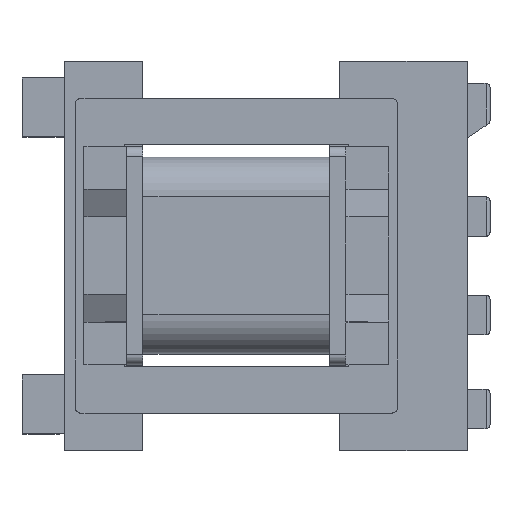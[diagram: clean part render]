
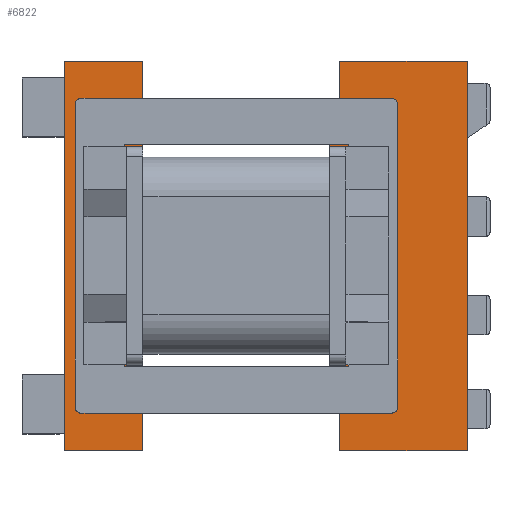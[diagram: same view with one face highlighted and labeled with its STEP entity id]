
A CAD part, top view. The second image highlights one B-rep face of the part: STEP entity #6822.
In plain terms, the highlighted planar face has unit normal (0, 0, 1).
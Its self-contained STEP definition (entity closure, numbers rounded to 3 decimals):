
#172=CIRCLE('',#7085,0.2);
#181=CIRCLE('',#7103,0.2);
#1089=ORIENTED_EDGE('',*,*,#2096,.T.);
#1090=ORIENTED_EDGE('',*,*,#2031,.T.);
#1091=ORIENTED_EDGE('',*,*,#2214,.T.);
#1092=ORIENTED_EDGE('',*,*,#2215,.F.);
#1093=ORIENTED_EDGE('',*,*,#2202,.F.);
#1094=ORIENTED_EDGE('',*,*,#1806,.T.);
#1095=ORIENTED_EDGE('',*,*,#1834,.T.);
#1096=ORIENTED_EDGE('',*,*,#2205,.F.);
#1097=ORIENTED_EDGE('',*,*,#2216,.F.);
#1098=ORIENTED_EDGE('',*,*,#2176,.F.);
#1099=ORIENTED_EDGE('',*,*,#2217,.T.);
#1100=ORIENTED_EDGE('',*,*,#2178,.T.);
#1101=ORIENTED_EDGE('',*,*,#2218,.F.);
#1102=ORIENTED_EDGE('',*,*,#2219,.F.);
#1103=ORIENTED_EDGE('',*,*,#1985,.T.);
#1104=ORIENTED_EDGE('',*,*,#1984,.F.);
#1105=ORIENTED_EDGE('',*,*,#1979,.F.);
#1106=ORIENTED_EDGE('',*,*,#2040,.F.);
#1107=ORIENTED_EDGE('',*,*,#2220,.T.);
#1108=ORIENTED_EDGE('',*,*,#2001,.T.);
#1109=ORIENTED_EDGE('',*,*,#2099,.F.);
#1110=ORIENTED_EDGE('',*,*,#2102,.F.);
#1111=ORIENTED_EDGE('',*,*,#1975,.T.);
#1112=ORIENTED_EDGE('',*,*,#2221,.F.);
#1113=ORIENTED_EDGE('',*,*,#2026,.F.);
#1114=ORIENTED_EDGE('',*,*,#2098,.T.);
#1806=EDGE_CURVE('',#2501,#2500,#3005,.T.);
#1834=EDGE_CURVE('',#2500,#2522,#3024,.T.);
#1975=EDGE_CURVE('',#2632,#2631,#3120,.T.);
#1979=EDGE_CURVE('',#2635,#2636,#3124,.T.);
#1984=EDGE_CURVE('',#2636,#2637,#3129,.T.);
#1985=EDGE_CURVE('',#2638,#2637,#3130,.T.);
#2001=EDGE_CURVE('',#2653,#2652,#172,.T.);
#2026=EDGE_CURVE('',#2672,#2673,#3156,.T.);
#2031=EDGE_CURVE('',#2678,#2677,#181,.T.);
#2040=EDGE_CURVE('',#2685,#2635,#3168,.T.);
#2096=EDGE_CURVE('',#2714,#2678,#3221,.T.);
#2098=EDGE_CURVE('',#2672,#2714,#3223,.T.);
#2099=EDGE_CURVE('',#2715,#2652,#3224,.T.);
#2102=EDGE_CURVE('',#2632,#2715,#3227,.T.);
#2176=EDGE_CURVE('',#2761,#2758,#3284,.T.);
#2178=EDGE_CURVE('',#2764,#2762,#3286,.T.);
#2202=EDGE_CURVE('',#2501,#2775,#3307,.T.);
#2205=EDGE_CURVE('',#2776,#2522,#3310,.T.);
#2214=EDGE_CURVE('',#2677,#2777,#3319,.T.);
#2215=EDGE_CURVE('',#2775,#2777,#3320,.T.);
#2216=EDGE_CURVE('',#2758,#2776,#3321,.T.);
#2217=EDGE_CURVE('',#2761,#2764,#3322,.T.);
#2218=EDGE_CURVE('',#2778,#2762,#3323,.T.);
#2219=EDGE_CURVE('',#2638,#2778,#3324,.T.);
#2220=EDGE_CURVE('',#2685,#2653,#3325,.T.);
#2221=EDGE_CURVE('',#2673,#2631,#3326,.T.);
#2500=VERTEX_POINT('',#8985);
#2501=VERTEX_POINT('',#8987);
#2522=VERTEX_POINT('',#9043);
#2631=VERTEX_POINT('',#9335);
#2632=VERTEX_POINT('',#9337);
#2635=VERTEX_POINT('',#9344);
#2636=VERTEX_POINT('',#9346);
#2637=VERTEX_POINT('',#9353);
#2638=VERTEX_POINT('',#9357);
#2652=VERTEX_POINT('',#9390);
#2653=VERTEX_POINT('',#9392);
#2672=VERTEX_POINT('',#9442);
#2673=VERTEX_POINT('',#9444);
#2677=VERTEX_POINT('',#9453);
#2678=VERTEX_POINT('',#9455);
#2685=VERTEX_POINT('',#9472);
#2714=VERTEX_POINT('',#9578);
#2715=VERTEX_POINT('',#9584);
#2758=VERTEX_POINT('',#9731);
#2761=VERTEX_POINT('',#9736);
#2762=VERTEX_POINT('',#9740);
#2764=VERTEX_POINT('',#9743);
#2775=VERTEX_POINT('',#9789);
#2776=VERTEX_POINT('',#9793);
#2777=VERTEX_POINT('',#9810);
#2778=VERTEX_POINT('',#9815);
#3005=LINE('',#8986,#3607);
#3024=LINE('',#9044,#3626);
#3120=LINE('',#9336,#3722);
#3124=LINE('',#9345,#3726);
#3129=LINE('',#9354,#3731);
#3130=LINE('',#9356,#3732);
#3156=LINE('',#9443,#3758);
#3168=LINE('',#9473,#3770);
#3221=LINE('',#9577,#3823);
#3223=LINE('',#9581,#3825);
#3224=LINE('',#9583,#3826);
#3227=LINE('',#9588,#3829);
#3284=LINE('',#9737,#3886);
#3286=LINE('',#9742,#3888);
#3307=LINE('',#9788,#3909);
#3310=LINE('',#9794,#3912);
#3319=LINE('',#9809,#3921);
#3320=LINE('',#9811,#3922);
#3321=LINE('',#9812,#3923);
#3322=LINE('',#9813,#3924);
#3323=LINE('',#9814,#3925);
#3324=LINE('',#9816,#3926);
#3325=LINE('',#9817,#3927);
#3326=LINE('',#9818,#3928);
#3607=VECTOR('',#7540,1000.);
#3626=VECTOR('',#7593,1000.);
#3722=VECTOR('',#7863,1000.);
#3726=VECTOR('',#7869,1000.);
#3731=VECTOR('',#7878,1000.);
#3732=VECTOR('',#7881,1000.);
#3758=VECTOR('',#7959,1000.);
#3770=VECTOR('',#7981,1000.);
#3823=VECTOR('',#8080,1000.);
#3825=VECTOR('',#8084,1000.);
#3826=VECTOR('',#8087,1000.);
#3829=VECTOR('',#8092,1000.);
#3886=VECTOR('',#8241,1000.);
#3888=VECTOR('',#8245,1000.);
#3909=VECTOR('',#8294,1000.);
#3912=VECTOR('',#8299,1000.);
#3921=VECTOR('',#8320,1000.);
#3922=VECTOR('',#8321,1000.);
#3923=VECTOR('',#8322,1000.);
#3924=VECTOR('',#8323,1000.);
#3925=VECTOR('',#8324,1000.);
#3926=VECTOR('',#8325,1000.);
#3927=VECTOR('',#8326,1000.);
#3928=VECTOR('',#8327,1000.);
#4281=EDGE_LOOP('',(#1089,#1090,#1091,#1092,#1093,#1094,#1095,#1096,#1097,
#1098,#1099,#1100,#1101,#1102,#1103,#1104,#1105,#1106,#1107,#1108,#1109,
#1110,#1111,#1112,#1113,#1114));
#4566=FACE_BOUND('',#4281,.T.);
#4795=PLANE('',#7199);
#6822=ADVANCED_FACE('',(#4566),#4795,.T.);
#7085=AXIS2_PLACEMENT_3D('',#9391,#7911,#7912);
#7103=AXIS2_PLACEMENT_3D('',#9454,#7967,#7968);
#7199=AXIS2_PLACEMENT_3D('',#9808,#8318,#8319);
#7540=DIRECTION('',(0.,1.,0.));
#7593=DIRECTION('',(1.,0.,0.));
#7863=DIRECTION('',(0.,-1.,0.));
#7869=DIRECTION('',(1.,0.,0.));
#7878=DIRECTION('',(0.,1.,0.));
#7881=DIRECTION('',(1.,0.,0.));
#7911=DIRECTION('',(0.,0.,1.));
#7912=DIRECTION('',(1.,0.,0.));
#7959=DIRECTION('',(0.,-1.,0.));
#7967=DIRECTION('',(0.,0.,1.));
#7968=DIRECTION('',(1.,0.,0.));
#7981=DIRECTION('',(0.,-1.,0.));
#8080=DIRECTION('',(0.,1.,0.));
#8084=DIRECTION('',(-1.,0.,0.));
#8087=DIRECTION('',(0.,1.,0.));
#8092=DIRECTION('',(1.,0.,0.));
#8241=DIRECTION('',(0.,-1.,0.));
#8245=DIRECTION('',(0.,-1.,0.));
#8294=DIRECTION('',(1.,0.,0.));
#8299=DIRECTION('',(0.,1.,0.));
#8318=DIRECTION('',(0.,0.,1.));
#8319=DIRECTION('',(1.,0.,0.));
#8320=DIRECTION('',(-1.,0.,0.));
#8321=DIRECTION('',(0.,1.,0.));
#8322=DIRECTION('',(-1.,0.,0.));
#8323=DIRECTION('',(-1.,0.,0.));
#8324=DIRECTION('',(-1.,0.,0.));
#8325=DIRECTION('',(0.,-1.,0.));
#8326=DIRECTION('',(-1.,0.,0.));
#8327=DIRECTION('',(-1.,0.,0.));
#8985=CARTESIAN_POINT('',(2.45,5.575,-2.45));
#8986=CARTESIAN_POINT('',(2.45,-5.575,-2.45));
#8987=CARTESIAN_POINT('',(2.45,-5.575,-2.45));
#9043=CARTESIAN_POINT('',(5.55,5.575,-2.45));
#9044=CARTESIAN_POINT('',(3.2,5.575,-2.45));
#9335=CARTESIAN_POINT('',(-9.9,-11.75,-2.45));
#9336=CARTESIAN_POINT('',(-9.9,-4.75,-2.45));
#9337=CARTESIAN_POINT('',(-9.9,-5.25,-2.45));
#9344=CARTESIAN_POINT('',(-5.55,-5.575,-2.45));
#9345=CARTESIAN_POINT('',(3.2,-5.575,-2.45));
#9346=CARTESIAN_POINT('',(-2.45,-5.575,-2.45));
#9353=CARTESIAN_POINT('',(-2.45,5.575,-2.45));
#9354=CARTESIAN_POINT('',(-2.45,-5.575,-2.45));
#9356=CARTESIAN_POINT('',(3.2,5.575,-2.45));
#9357=CARTESIAN_POINT('',(-5.55,5.575,-2.45));
#9390=CARTESIAN_POINT('',(-7.65,-4.95,-2.45));
#9391=CARTESIAN_POINT('',(-7.45,-4.95,-2.45));
#9392=CARTESIAN_POINT('',(-7.45,-4.75,-2.45));
#9442=CARTESIAN_POINT('',(9.9,-5.25,-2.45));
#9443=CARTESIAN_POINT('',(9.9,-4.75,-2.45));
#9444=CARTESIAN_POINT('',(9.9,-11.75,-2.45));
#9453=CARTESIAN_POINT('',(7.45,-4.75,-2.45));
#9454=CARTESIAN_POINT('',(7.45,-4.95,-2.45));
#9455=CARTESIAN_POINT('',(7.65,-4.95,-2.45));
#9472=CARTESIAN_POINT('',(-5.55,-4.75,-2.45));
#9473=CARTESIAN_POINT('',(-5.55,-4.75,-2.45));
#9577=CARTESIAN_POINT('',(7.65,-5.575,-2.45));
#9578=CARTESIAN_POINT('',(7.65,-5.25,-2.45));
#9581=CARTESIAN_POINT('',(-2.45,-5.25,-2.45));
#9583=CARTESIAN_POINT('',(-7.65,-5.575,-2.45));
#9584=CARTESIAN_POINT('',(-7.65,-5.25,-2.45));
#9588=CARTESIAN_POINT('',(-2.45,-5.25,-2.45));
#9731=CARTESIAN_POINT('',(9.9,4.75,-2.45));
#9736=CARTESIAN_POINT('',(9.9,8.75,-2.45));
#9737=CARTESIAN_POINT('',(9.9,8.75,-2.45));
#9740=CARTESIAN_POINT('',(-9.9,4.75,-2.45));
#9742=CARTESIAN_POINT('',(-9.9,8.75,-2.45));
#9743=CARTESIAN_POINT('',(-9.9,8.75,-2.45));
#9788=CARTESIAN_POINT('',(3.2,-5.575,-2.45));
#9789=CARTESIAN_POINT('',(5.55,-5.575,-2.45));
#9793=CARTESIAN_POINT('',(5.55,4.75,-2.45));
#9794=CARTESIAN_POINT('',(5.55,4.75,-2.45));
#9808=CARTESIAN_POINT('',(-2.45,-5.575,-2.45));
#9809=CARTESIAN_POINT('',(9.9,-4.75,-2.45));
#9810=CARTESIAN_POINT('',(5.55,-4.75,-2.45));
#9811=CARTESIAN_POINT('',(5.55,-4.75,-2.45));
#9812=CARTESIAN_POINT('',(9.9,4.75,-2.45));
#9813=CARTESIAN_POINT('',(9.9,8.75,-2.45));
#9814=CARTESIAN_POINT('',(9.9,4.75,-2.45));
#9815=CARTESIAN_POINT('',(-5.55,4.75,-2.45));
#9816=CARTESIAN_POINT('',(-5.55,4.75,-2.45));
#9817=CARTESIAN_POINT('',(9.9,-4.75,-2.45));
#9818=CARTESIAN_POINT('',(9.9,-11.75,-2.45));
